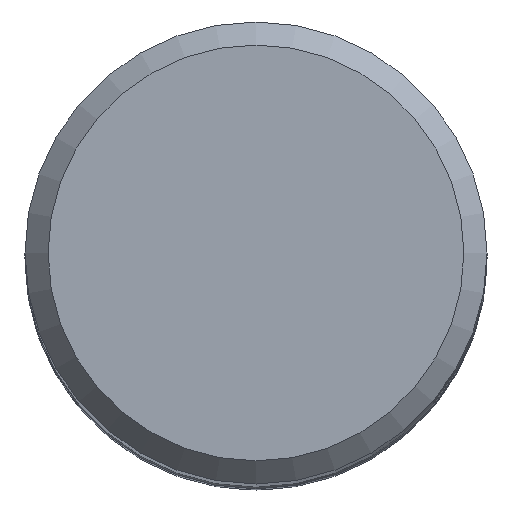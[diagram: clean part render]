
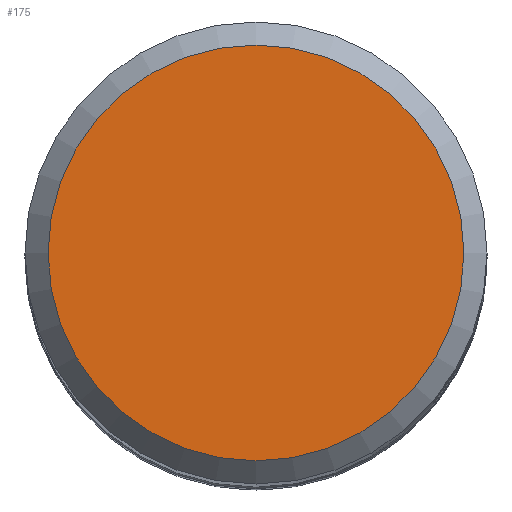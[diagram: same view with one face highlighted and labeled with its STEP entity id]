
A CAD part, top view. The second image highlights one B-rep face of the part: STEP entity #175.
In plain terms, the highlighted free-form (B-spline) face has degree [1, 1] with [2, 2] control points.
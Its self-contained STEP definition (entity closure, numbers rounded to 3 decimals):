
#135 = VERTEX_POINT('', #136);
#136 = CARTESIAN_POINT('', (-7.2, 0., 0.));
#142 = EDGE_CURVE('', #135, #135, #143, .T.);
#143 = CIRCLE('', #144, 7.2);
#144 = AXIS2_PLACEMENT_3D('', #145, #146, #147);
#145 = CARTESIAN_POINT('', (0., 0., 0.));
#146 = DIRECTION('', (0., 0., -1.));
#147 = DIRECTION('', (-1., 0., 0.));
#175 = ADVANCED_FACE('', (#176), #179, .T.);
#176 = FACE_OUTER_BOUND('', #177, .T.);
#177 = EDGE_LOOP('', (#178));
#178 = ORIENTED_EDGE('', *, *, #142, .F.);
#179 = B_SPLINE_SURFACE_WITH_KNOTS('', 1, 1, ((#180, #181), (#182, #183)), .UNSPECIFIED., .F., .F., .U., (2, 2), (2, 2), (0.179, 0.821), (0.179, 0.821), .UNSPECIFIED.);
#180 = CARTESIAN_POINT('', (7.2, -7.2, 0.));
#181 = CARTESIAN_POINT('', (-7.2, -7.2, 0.));
#182 = CARTESIAN_POINT('', (7.2, 7.2, 0.));
#183 = CARTESIAN_POINT('', (-7.2, 7.2, 0.));
